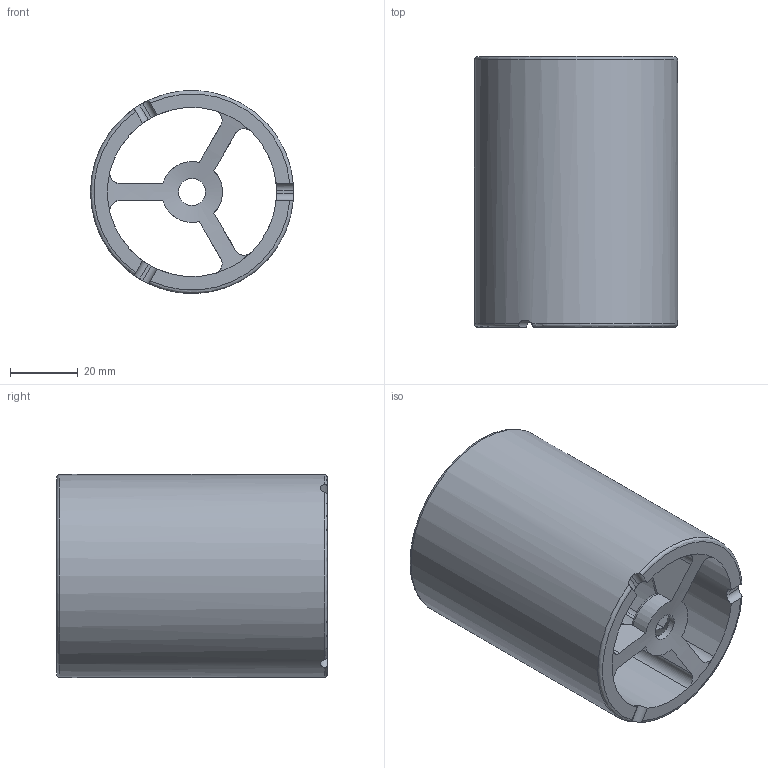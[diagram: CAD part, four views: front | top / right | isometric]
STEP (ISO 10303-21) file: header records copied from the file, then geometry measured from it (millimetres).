
FILE_DESCRIPTION(/* description */ (''),/* implementation_level */ '2;1');
FILE_NAME(/* name */ '',/* time_stamp */ '2025-10-23T12:49:10+08:00',/* author */ (''),/* organization */ (''),/* preprocessor_version */ 'ST-DEVELOPER v20.1',/* originating_system */ 'Autodesk Translation Framework v14.17.0.0',/* authorisation */ '');
FILE_SCHEMA (('AUTOMOTIVE_DESIGN { 1 0 10303 214 3 1 1 }'));
Length unit declared in the file: millimetre
Products named in the file (1): 无标题
Bounding box: 60 x 80 x 60 mm (x, y, z)
Volume: 83972.3 mm3; surface area: 34130.9 mm2
Topology: 1 solids, 1 shells, 99 faces, 262 edges, 158 vertices
Faces by surface type: cylinder 35, torus 22, plane 13, bspline 12, sphere 12, cone 5
Full cylindrical faces by diameter (mm): 8 x1, 60 x1
Entity records: 3906 total; most frequent: CARTESIAN_POINT 1531, ORIENTED_EDGE 524, DIRECTION 474, EDGE_CURVE 262, AXIS2_PLACEMENT_3D 208, VERTEX_POINT 158, CIRCLE 120, EDGE_LOOP 100
